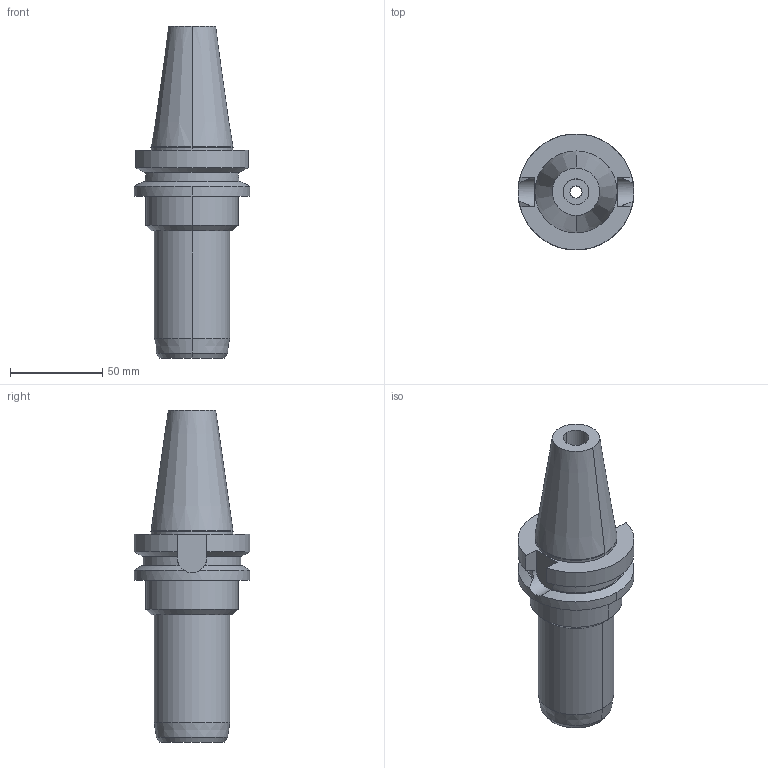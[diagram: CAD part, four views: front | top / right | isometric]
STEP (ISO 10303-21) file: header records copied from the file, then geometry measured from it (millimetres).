
FILE_DESCRIPTION((''),'2;1');
FILE_NAME('8432602069','2022-02-04T07:38:16',('thiemer'),(''),'CREO PARAMETRIC BY PTC INC, 2021164','CREO PARAMETRIC BY PTC INC, 2021164','');
FILE_SCHEMA(('AUTOMOTIVE_DESIGN { 1 0 10303 214 1 1 1 1 }'));
Length unit declared in the file: millimetre
Products named in the file (1): 8432602069
Bounding box: 63 x 63 x 180.4 mm (x, y, z)
Volume: 232783.6 mm3; surface area: 37680.5 mm2
Topology: 1 solids, 1 shells, 52 faces, 124 edges, 80 vertices
Faces by surface type: cylinder 20, plane 18, cone 14
Entity records: 2308 total; most frequent: CARTESIAN_POINT 394, DIRECTION 308, ORIENTED_EDGE 248, PRESENTATION_STYLE_ASSIGNMENT 138, STYLED_ITEM 138, CURVE_STYLE 137, EDGE_CURVE 124, AXIS2_PLACEMENT_3D 122
